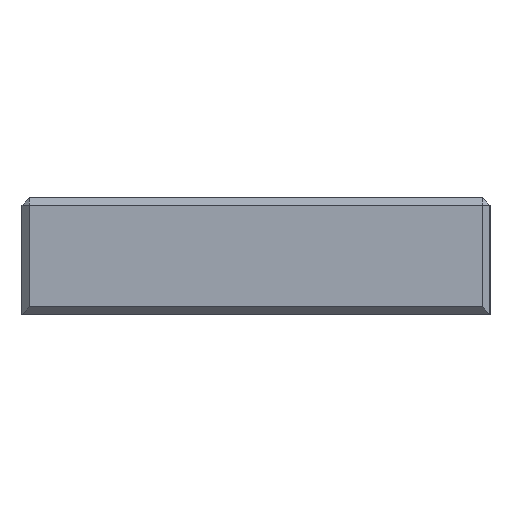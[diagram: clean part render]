
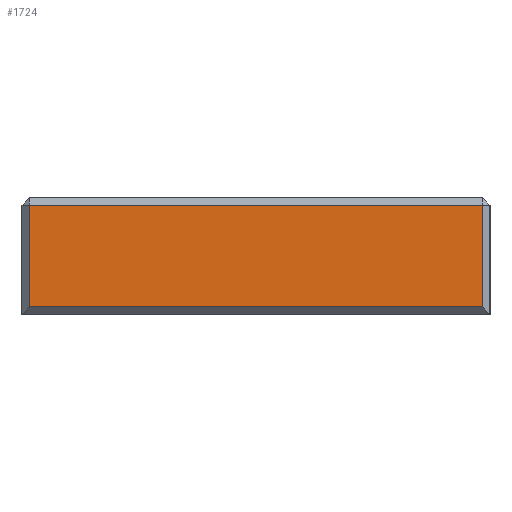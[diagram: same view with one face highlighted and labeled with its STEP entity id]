
A CAD part, left-side view. The second image highlights one B-rep face of the part: STEP entity #1724.
In plain terms, the highlighted planar face has unit normal (-1, 0, 0).
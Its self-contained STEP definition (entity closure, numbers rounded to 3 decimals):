
#39 = EDGE_CURVE ( 'NONE', #2931, #1180, #74, .T. ) ;
#45 = CARTESIAN_POINT ( 'NONE',  ( -100.209, -4.731, 1006.05 ) ) ;
#74 = LINE ( 'NONE', #2266, #1226 ) ;
#75 = CARTESIAN_POINT ( 'NONE',  ( -100.209, 56.179, 1006.05 ) ) ;
#154 = LINE ( 'NONE', #1379, #277 ) ;
#173 = CARTESIAN_POINT ( 'NONE',  ( -100.209, -5.731, 1006.05 ) ) ;
#233 = FACE_OUTER_BOUND ( 'NONE', #3091, .T. ) ;
#277 = VECTOR ( 'NONE', #2089, 1000. ) ;
#354 = DIRECTION ( 'NONE',  ( 0., 0., 1. ) ) ;
#434 = ORIENTED_EDGE ( 'NONE', *, *, #1553, .T. ) ;
#770 = EDGE_CURVE ( 'NONE', #1437, #1794, #2820, .T. ) ;
#983 = AXIS2_PLACEMENT_3D ( 'NONE', #1474, #1926, #1672 ) ;
#1096 = VECTOR ( 'NONE', #2095, 1000. ) ;
#1112 = CARTESIAN_POINT ( 'NONE',  ( -100.209, -4.731, 819.942 ) ) ;
#1180 = VERTEX_POINT ( 'NONE', #1367 ) ;
#1226 = VECTOR ( 'NONE', #3002, 1000. ) ;
#1367 = CARTESIAN_POINT ( 'NONE',  ( -100.209, 56.179, 1019.72 ) ) ;
#1379 = CARTESIAN_POINT ( 'NONE',  ( -100.209, 56.179, 1005.05 ) ) ;
#1437 = VERTEX_POINT ( 'NONE', #75 ) ;
#1474 = CARTESIAN_POINT ( 'NONE',  ( -100.209, 0., 819.942 ) ) ;
#1553 = EDGE_CURVE ( 'NONE', #1180, #1437, #154, .T. ) ;
#1571 = ORIENTED_EDGE ( 'NONE', *, *, #770, .T. ) ;
#1672 = DIRECTION ( 'NONE',  ( 0., -1., 0. ) ) ;
#1704 = PLANE ( 'NONE',  #983 ) ;
#1724 = ADVANCED_FACE ( 'NONE', ( #233 ), #1704, .T. ) ;
#1794 = VERTEX_POINT ( 'NONE', #45 ) ;
#1926 = DIRECTION ( 'NONE',  ( -1., 0., 0. ) ) ;
#2032 = LINE ( 'NONE', #1112, #2223 ) ;
#2089 = DIRECTION ( 'NONE',  ( 0., 0., -1. ) ) ;
#2095 = DIRECTION ( 'NONE',  ( 0., -1., 0. ) ) ;
#2184 = ORIENTED_EDGE ( 'NONE', *, *, #39, .T. ) ;
#2223 = VECTOR ( 'NONE', #354, 1000. ) ;
#2266 = CARTESIAN_POINT ( 'NONE',  ( -100.209, 0., 1019.72 ) ) ;
#2293 = EDGE_CURVE ( 'NONE', #1794, #2931, #2032, .T. ) ;
#2453 = CARTESIAN_POINT ( 'NONE',  ( -100.209, -4.731, 1019.72 ) ) ;
#2596 = ORIENTED_EDGE ( 'NONE', *, *, #2293, .T. ) ;
#2820 = LINE ( 'NONE', #173, #1096 ) ;
#2931 = VERTEX_POINT ( 'NONE', #2453 ) ;
#3002 = DIRECTION ( 'NONE',  ( 0., 1., 0. ) ) ;
#3091 = EDGE_LOOP ( 'NONE', ( #1571, #2596, #2184, #434 ) ) ;
